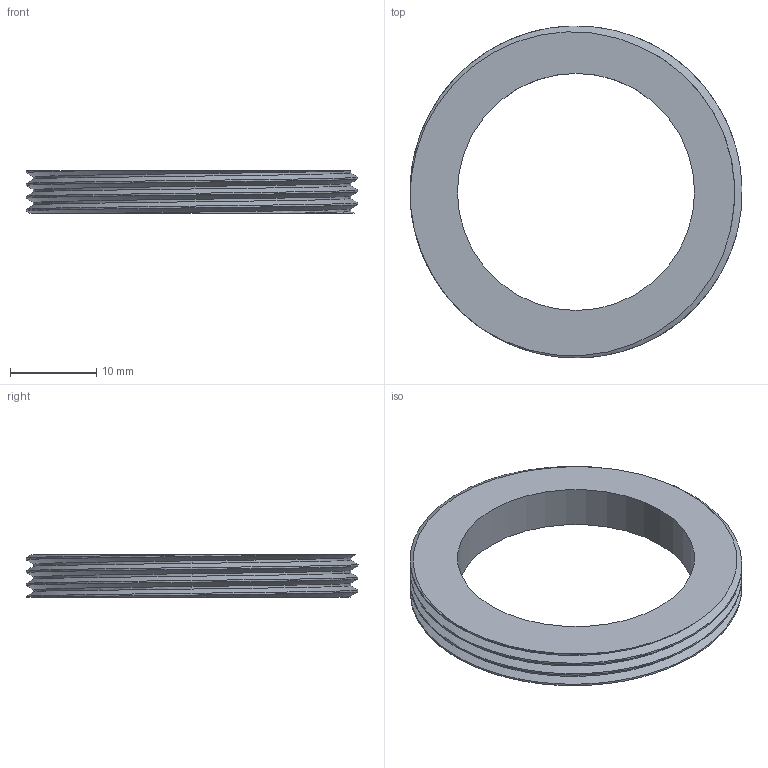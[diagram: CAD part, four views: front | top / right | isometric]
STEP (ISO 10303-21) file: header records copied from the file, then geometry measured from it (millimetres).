
FILE_DESCRIPTION(/* description */ (''),/* implementation_level */ '2;1');
FILE_NAME(/* name */ 'Tube_Lock_Ring.step',/* time_stamp */ '2024-11-05T02:41:45+09:00',/* author */ (''),/* organization */ (''),/* preprocessor_version */ 'ST-DEVELOPER v20',/* originating_system */ 'Autodesk Translation Framework v13.20.0.188',/* authorisation */ '');
FILE_SCHEMA (('AUTOMOTIVE_DESIGN { 1 0 10303 214 3 1 1 }'));
Length unit declared in the file: millimetre
Products named in the file (1): PVS-114514
Bounding box: 38.5 x 38.5 x 4.96 mm (x, y, z)
Volume: 2560.8 mm3; surface area: 2434.6 mm2
Topology: 1 solids, 1 shells, 14 faces, 36 edges, 24 vertices
Faces by surface type: cylinder 10, bspline 2, plane 2
Full cylindrical faces by diameter (mm): 27.5 x1, 36.798 x2, 38.5 x3
Entity records: 1757 total; most frequent: CARTESIAN_POINT 1419, ORIENTED_EDGE 72, DIRECTION 46, EDGE_CURVE 36, VERTEX_POINT 24, B_SPLINE_CURVE_WITH_KNOTS 22, AXIS2_PLACEMENT_3D 19, EDGE_LOOP 16
